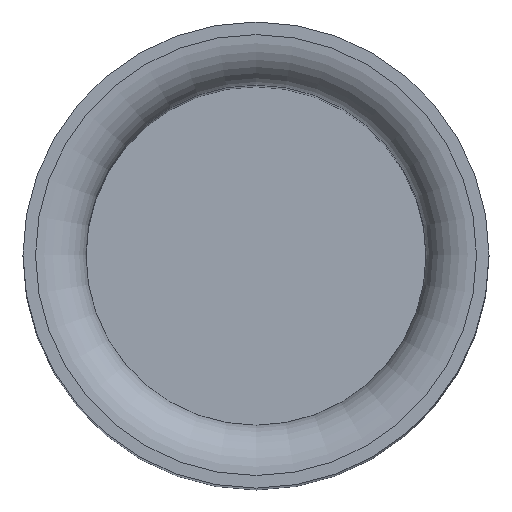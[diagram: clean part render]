
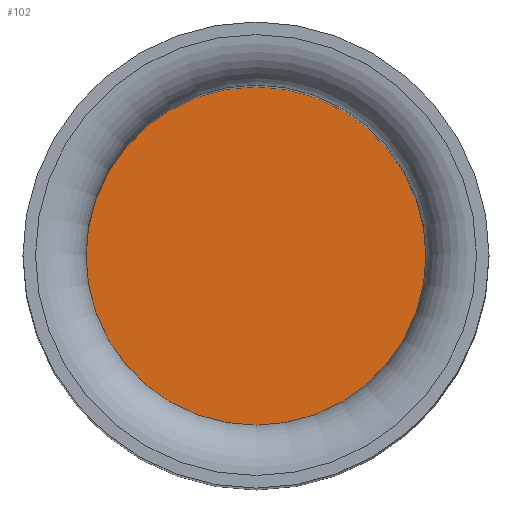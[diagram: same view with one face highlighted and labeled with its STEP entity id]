
A CAD part, top view. The second image highlights one B-rep face of the part: STEP entity #102.
In plain terms, the highlighted planar face has unit normal (0, 0, 1).
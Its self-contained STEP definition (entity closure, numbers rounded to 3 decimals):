
#18=PLANE('',#133);
#31=FACE_OUTER_BOUND('',#39,.T.);
#39=EDGE_LOOP('',(#93));
#44=CIRCLE('',#123,0.675);
#53=VERTEX_POINT('',#182);
#63=EDGE_CURVE('',#53,#53,#44,.T.);
#93=ORIENTED_EDGE('',*,*,#63,.T.);
#102=ADVANCED_FACE('',(#31),#18,.T.);
#123=AXIS2_PLACEMENT_3D('',#184,#149,#150);
#133=AXIS2_PLACEMENT_3D('',#199,#170,#171);
#149=DIRECTION('center_axis',(0.,0.,1.));
#150=DIRECTION('ref_axis',(1.,0.,0.));
#170=DIRECTION('center_axis',(0.,0.,1.));
#171=DIRECTION('ref_axis',(1.,0.,0.));
#182=CARTESIAN_POINT('',(-0.675,0.,0.));
#184=CARTESIAN_POINT('Origin',(0.,0.,0.));
#199=CARTESIAN_POINT('Origin',(0.,0.,0.));
